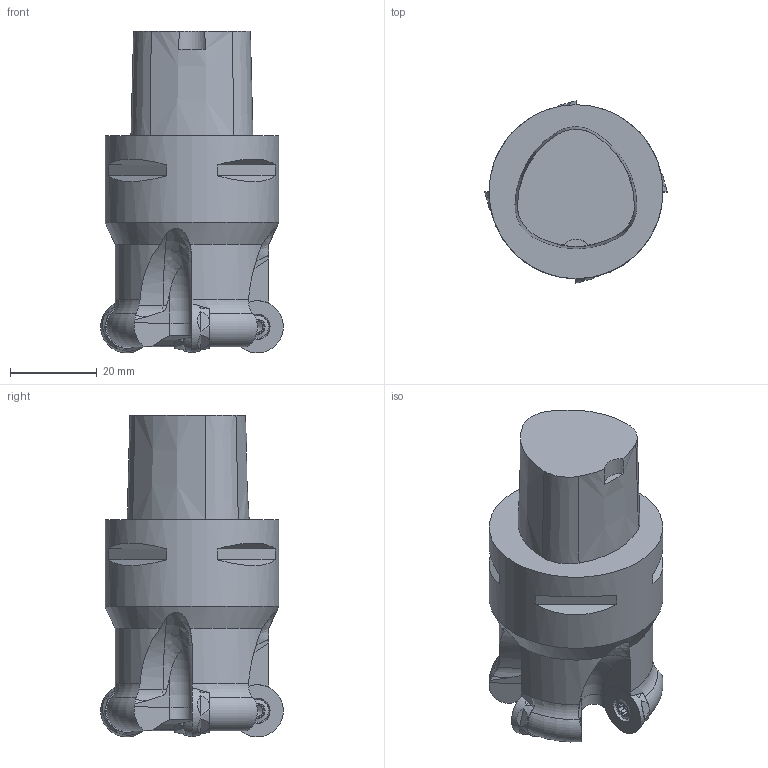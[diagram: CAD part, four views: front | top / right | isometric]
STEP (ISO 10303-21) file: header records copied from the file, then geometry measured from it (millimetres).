
FILE_DESCRIPTION(/* description */ (''),/* implementation_level */ '2;1');
FILE_NAME(/* name */ 'toolassembly_1.stp',/* time_stamp */ '2018-10-03T10:32:59+02:00',/* author */ (''),/* organization */ ('SMS'),/* preprocessor_version */ 'ST-DEVELOPER v15',/* originating_system */ 'SIEMENS PLM Software NX 8.5',/* authorisation */ '');
FILE_SCHEMA (('AUTOMOTIVE_DESIGN { 1 0 10303 214 3 1 1 1 }'));
Length unit declared in the file: millimetre
Products named in the file (4): ASSEMBLY_CONSTRUCTION; CUT_20181003103209; NOCUT_20181003103203; TOOLASSEMBLY_1
Assembly tree (6 placements, depth 2):
  TOOLASSEMBLY_1
    NOCUT_20181003103203
    CUT_20181003103209  x4
    ASSEMBLY_CONSTRUCTION
Bounding box: 41.95 x 41.95 x 73.98 mm (x, y, z)
Volume: 60515.6 mm3; surface area: 12556 mm2
Topology: 5 solids, 5 shells, 365 faces, 958 edges, 627 vertices
Faces by surface type: plane 176, cone 67, extrusion 48, torus 32, cylinder 30, bspline 8, sphere 4
Full cylindrical faces by diameter (mm): 3.5 x4, 4.1 x4, 5.25 x4, 40 x1
Entity records: 12215 total; most frequent: CARTESIAN_POINT 4718, ORIENTED_EDGE 1534, DIRECTION 1474, EDGE_CURVE 767, AXIS2_PLACEMENT_3D 602, VERTEX_POINT 507, EDGE_LOOP 356, ADVANCED_FACE 311
